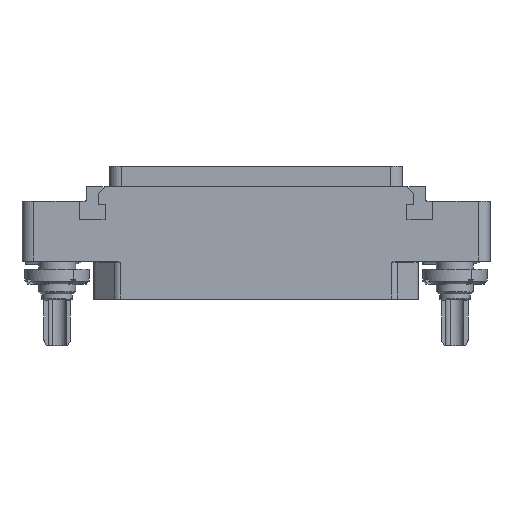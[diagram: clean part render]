
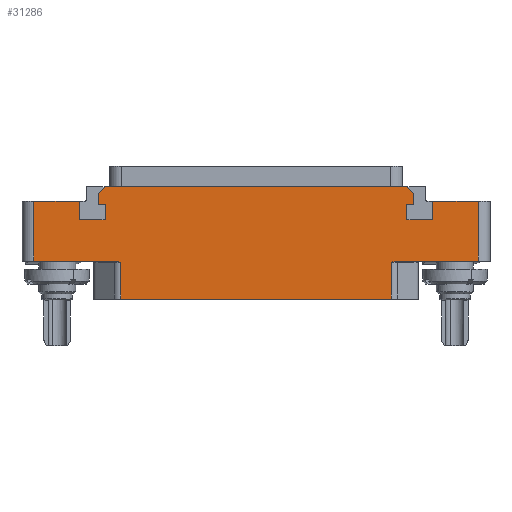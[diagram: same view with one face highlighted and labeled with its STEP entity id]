
A CAD part, top view. The second image highlights one B-rep face of the part: STEP entity #31286.
In plain terms, the highlighted planar face has unit normal (0, 0, 1).
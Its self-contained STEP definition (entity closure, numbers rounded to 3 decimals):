
#1=DIRECTION('',(1.,0.,0.));
#2=VECTOR('',#1,7.8);
#3=CARTESIAN_POINT('',(-38.,10.25,7.));
#4=LINE('',#3,#2);
#5=DIRECTION('',(0.,-1.,0.));
#6=VECTOR('',#5,3.2);
#7=CARTESIAN_POINT('',(-30.2,10.25,7.));
#8=LINE('',#7,#6);
#9=DIRECTION('',(1.,0.,0.));
#10=VECTOR('',#9,4.4);
#11=CARTESIAN_POINT('',(-30.2,7.05,7.));
#12=LINE('',#11,#10);
#13=DIRECTION('',(0.,1.,0.));
#14=VECTOR('',#13,2.6);
#15=CARTESIAN_POINT('',(-25.8,7.05,7.));
#16=LINE('',#15,#14);
#17=DIRECTION('',(-1.,0.,0.));
#18=VECTOR('',#17,1.2);
#19=CARTESIAN_POINT('',(-25.8,9.65,7.));
#20=LINE('',#19,#18);
#21=DIRECTION('',(0.,-1.,0.));
#22=VECTOR('',#21,1.9);
#23=CARTESIAN_POINT('',(-27.,11.55,7.));
#24=LINE('',#23,#22);
#25=DIRECTION('',(1.,0.,0.));
#26=VECTOR('',#25,51.6);
#27=CARTESIAN_POINT('',(-25.8,12.75,7.));
#28=LINE('',#27,#26);
#29=DIRECTION('',(0.,-1.,0.));
#30=VECTOR('',#29,1.9);
#31=CARTESIAN_POINT('',(27.,11.55,7.));
#32=LINE('',#31,#30);
#33=DIRECTION('',(-1.,0.,0.));
#34=VECTOR('',#33,1.2);
#35=CARTESIAN_POINT('',(27.,9.65,7.));
#36=LINE('',#35,#34);
#37=DIRECTION('',(0.,-1.,0.));
#38=VECTOR('',#37,2.6);
#39=CARTESIAN_POINT('',(25.8,9.65,7.));
#40=LINE('',#39,#38);
#41=DIRECTION('',(1.,0.,0.));
#42=VECTOR('',#41,4.4);
#43=CARTESIAN_POINT('',(25.8,7.05,7.));
#44=LINE('',#43,#42);
#45=DIRECTION('',(0.,1.,0.));
#46=VECTOR('',#45,3.2);
#47=CARTESIAN_POINT('',(30.2,7.05,7.));
#48=LINE('',#47,#46);
#49=DIRECTION('',(1.,0.,0.));
#50=VECTOR('',#49,7.8);
#51=CARTESIAN_POINT('',(30.2,10.25,7.));
#52=LINE('',#51,#50);
#109=DIRECTION('',(1.,0.,0.));
#110=VECTOR('',#109,14.082);
#111=CARTESIAN_POINT('',(23.918,0.,7.));
#112=LINE('',#111,#110);
#3674=DIRECTION('',(-1.,0.,0.));
#3675=VECTOR('',#3674,46.236);
#3676=CARTESIAN_POINT('',(23.118,-6.5,7.));
#3677=LINE('',#3676,#3675);
#3765=DIRECTION('',(1.,0.,0.));
#3766=VECTOR('',#3765,14.082);
#3767=CARTESIAN_POINT('',(-38.,0.,7.));
#3768=LINE('',#3767,#3766);
#7210=DIRECTION('',(0.,-1.,0.));
#7211=VECTOR('',#7210,10.25);
#7212=CARTESIAN_POINT('',(-38.,10.25,7.));
#7213=LINE('',#7212,#7211);
#7422=DIRECTION('',(0.707,-0.707,0.));
#7423=VECTOR('',#7422,1.697);
#7424=CARTESIAN_POINT('',(25.8,12.75,7.));
#7425=LINE('',#7424,#7423);
#7450=DIRECTION('',(-0.707,-0.707,0.));
#7451=VECTOR('',#7450,1.697);
#7452=CARTESIAN_POINT('',(-25.8,12.75,7.));
#7453=LINE('',#7452,#7451);
#25419=CARTESIAN_POINT('',(-23.918,0.,7.));
#25420=CARTESIAN_POINT('',(-23.907,0.,7.));
#25421=CARTESIAN_POINT('',(-23.884,0.,7.));
#25422=CARTESIAN_POINT('',(-23.85,-0.002,7.));
#25423=CARTESIAN_POINT('',(-23.814,-0.005,7.));
#25424=CARTESIAN_POINT('',(-23.776,-0.01,7.));
#25425=CARTESIAN_POINT('',(-23.734,-0.016,7.));
#25426=CARTESIAN_POINT('',(-23.688,-0.024,7.));
#25427=CARTESIAN_POINT('',(-23.636,-0.035,7.));
#25428=CARTESIAN_POINT('',(-23.577,-0.049,7.));
#25429=CARTESIAN_POINT('',(-23.515,-0.066,7.));
#25430=CARTESIAN_POINT('',(-23.451,-0.085,7.));
#25431=CARTESIAN_POINT('',(-23.385,-0.106,7.));
#25432=CARTESIAN_POINT('',(-23.318,-0.128,7.));
#25433=CARTESIAN_POINT('',(-23.251,-0.152,7.));
#25434=CARTESIAN_POINT('',(-23.184,-0.176,7.));
#25435=CARTESIAN_POINT('',(-23.14,-0.192,7.));
#25436=CARTESIAN_POINT('',(-23.118,-0.2,7.));
#25438=DIRECTION('',(0.,1.,0.));
#25439=VECTOR('',#25438,6.3);
#25440=CARTESIAN_POINT('',(-23.118,-6.5,7.));
#25441=LINE('',#25440,#25439);
#25514=DIRECTION('',(0.,1.,0.));
#25515=VECTOR('',#25514,6.3);
#25516=CARTESIAN_POINT('',(23.118,-6.5,7.));
#25517=LINE('',#25516,#25515);
#25523=CARTESIAN_POINT('',(23.118,-0.2,7.));
#25524=CARTESIAN_POINT('',(23.14,-0.192,7.));
#25525=CARTESIAN_POINT('',(23.184,-0.176,7.));
#25526=CARTESIAN_POINT('',(23.251,-0.152,7.));
#25527=CARTESIAN_POINT('',(23.318,-0.128,7.));
#25528=CARTESIAN_POINT('',(23.385,-0.106,7.));
#25529=CARTESIAN_POINT('',(23.451,-0.085,7.));
#25530=CARTESIAN_POINT('',(23.515,-0.066,7.));
#25531=CARTESIAN_POINT('',(23.577,-0.049,7.));
#25532=CARTESIAN_POINT('',(23.636,-0.035,7.));
#25533=CARTESIAN_POINT('',(23.688,-0.024,7.));
#25534=CARTESIAN_POINT('',(23.734,-0.016,7.));
#25535=CARTESIAN_POINT('',(23.776,-0.01,7.));
#25536=CARTESIAN_POINT('',(23.814,-0.005,7.));
#25537=CARTESIAN_POINT('',(23.85,-0.002,7.));
#25538=CARTESIAN_POINT('',(23.884,0.,7.));
#25539=CARTESIAN_POINT('',(23.907,0.,7.));
#25540=CARTESIAN_POINT('',(23.918,0.,7.));
#25588=DIRECTION('',(0.,1.,0.));
#25589=VECTOR('',#25588,10.25);
#25590=CARTESIAN_POINT('',(38.,0.,7.));
#25591=LINE('',#25590,#25589);
#26349=CARTESIAN_POINT('',(-30.2,10.25,7.));
#26350=CARTESIAN_POINT('',(-30.2,7.05,7.));
#26351=VERTEX_POINT('',#26349);
#26352=VERTEX_POINT('',#26350);
#26353=CARTESIAN_POINT('',(-25.8,7.05,7.));
#26354=VERTEX_POINT('',#26353);
#26355=CARTESIAN_POINT('',(-25.8,9.65,7.));
#26356=VERTEX_POINT('',#26355);
#26357=CARTESIAN_POINT('',(-27.,9.65,7.));
#26358=VERTEX_POINT('',#26357);
#26359=CARTESIAN_POINT('',(27.,9.65,7.));
#26360=CARTESIAN_POINT('',(25.8,9.65,7.));
#26361=VERTEX_POINT('',#26359);
#26362=VERTEX_POINT('',#26360);
#26363=CARTESIAN_POINT('',(25.8,7.05,7.));
#26364=VERTEX_POINT('',#26363);
#26365=CARTESIAN_POINT('',(30.2,7.05,7.));
#26366=VERTEX_POINT('',#26365);
#26367=CARTESIAN_POINT('',(30.2,10.25,7.));
#26368=VERTEX_POINT('',#26367);
#26373=CARTESIAN_POINT('',(-25.8,12.75,7.));
#26375=VERTEX_POINT('',#26373);
#26377=CARTESIAN_POINT('',(-27.,11.55,7.));
#26379=VERTEX_POINT('',#26377);
#26381=CARTESIAN_POINT('',(25.8,12.75,7.));
#26383=VERTEX_POINT('',#26381);
#26385=CARTESIAN_POINT('',(27.,11.55,7.));
#26387=VERTEX_POINT('',#26385);
#26477=CARTESIAN_POINT('',(38.,0.,7.));
#26478=CARTESIAN_POINT('',(38.,10.25,7.));
#26479=VERTEX_POINT('',#26477);
#26480=VERTEX_POINT('',#26478);
#26485=CARTESIAN_POINT('',(-38.,10.25,7.));
#26486=CARTESIAN_POINT('',(-38.,0.,7.));
#26487=VERTEX_POINT('',#26485);
#26488=VERTEX_POINT('',#26486);
#26722=CARTESIAN_POINT('',(23.118,-6.5,7.));
#26724=VERTEX_POINT('',#26722);
#26725=CARTESIAN_POINT('',(-23.118,-6.5,7.));
#26727=VERTEX_POINT('',#26725);
#26789=CARTESIAN_POINT('',(-23.118,-0.2,7.));
#26790=VERTEX_POINT('',#26789);
#26791=CARTESIAN_POINT('',(-23.918,0.,7.));
#26792=VERTEX_POINT('',#26791);
#26793=CARTESIAN_POINT('',(23.118,-0.2,7.));
#26795=VERTEX_POINT('',#26793);
#26797=CARTESIAN_POINT('',(23.918,0.,7.));
#26799=VERTEX_POINT('',#26797);
#31231=CARTESIAN_POINT('',(0.,0.,7.));
#31232=DIRECTION('',(0.,0.,-1.));
#31233=DIRECTION('',(-1.,0.,0.));
#31234=AXIS2_PLACEMENT_3D('',#31231,#31232,#31233);
#31235=PLANE('',#31234);
#31237=ORIENTED_EDGE('',*,*,#31236,.F.);
#31239=ORIENTED_EDGE('',*,*,#31238,.F.);
#31241=ORIENTED_EDGE('',*,*,#31240,.F.);
#31243=ORIENTED_EDGE('',*,*,#31242,.T.);
#31245=ORIENTED_EDGE('',*,*,#31244,.T.);
#31247=ORIENTED_EDGE('',*,*,#31246,.F.);
#31249=ORIENTED_EDGE('',*,*,#31248,.F.);
#31251=ORIENTED_EDGE('',*,*,#31250,.F.);
#31253=ORIENTED_EDGE('',*,*,#31252,.T.);
#31255=ORIENTED_EDGE('',*,*,#31254,.T.);
#31257=ORIENTED_EDGE('',*,*,#31256,.T.);
#31259=ORIENTED_EDGE('',*,*,#31258,.T.);
#31261=ORIENTED_EDGE('',*,*,#31260,.T.);
#31263=ORIENTED_EDGE('',*,*,#31262,.F.);
#31265=ORIENTED_EDGE('',*,*,#31264,.F.);
#31267=ORIENTED_EDGE('',*,*,#31266,.T.);
#31269=ORIENTED_EDGE('',*,*,#31268,.T.);
#31271=ORIENTED_EDGE('',*,*,#31270,.T.);
#31273=ORIENTED_EDGE('',*,*,#31272,.T.);
#31275=ORIENTED_EDGE('',*,*,#31274,.T.);
#31277=ORIENTED_EDGE('',*,*,#31276,.T.);
#31279=ORIENTED_EDGE('',*,*,#31278,.T.);
#31281=ORIENTED_EDGE('',*,*,#31280,.T.);
#31283=ORIENTED_EDGE('',*,*,#31282,.F.);
#31284=EDGE_LOOP('',(#31237,#31239,#31241,#31243,#31245,#31247,#31249,#31251,
#31253,#31255,#31257,#31259,#31261,#31263,#31265,#31267,#31269,#31271,#31273,
#31275,#31277,#31279,#31281,#31283));
#31285=FACE_OUTER_BOUND('',#31284,.F.);
#31286=ADVANCED_FACE('',(#31285),#31235,.F.);
#25437=B_SPLINE_CURVE_WITH_KNOTS('',3,(#25419,#25420,#25421,#25422,#25423,
#25424,#25425,#25426,#25427,#25428,#25429,#25430,#25431,#25432,#25433,#25434,
#25435,#25436),.UNSPECIFIED.,.F.,.F.,(4,1,1,1,1,1,1,1,1,1,1,1,1,1,1,4),(0.,
0.067,0.133,0.2,0.267,0.333,
0.4,0.467,0.533,0.6,0.667,
0.733,0.8,0.867,0.933,1.),
.UNSPECIFIED.);
#25541=B_SPLINE_CURVE_WITH_KNOTS('',3,(#25523,#25524,#25525,#25526,#25527,
#25528,#25529,#25530,#25531,#25532,#25533,#25534,#25535,#25536,#25537,#25538,
#25539,#25540),.UNSPECIFIED.,.F.,.F.,(4,1,1,1,1,1,1,1,1,1,1,1,1,1,1,4),(0.,
0.067,0.133,0.2,0.267,0.333,
0.4,0.467,0.533,0.6,0.667,
0.733,0.8,0.867,0.933,1.),
.UNSPECIFIED.);
#31236=EDGE_CURVE('',#26799,#26479,#112,.T.);
#31238=EDGE_CURVE('',#26795,#26799,#25541,.T.);
#31240=EDGE_CURVE('',#26724,#26795,#25517,.T.);
#31242=EDGE_CURVE('',#26724,#26727,#3677,.T.);
#31244=EDGE_CURVE('',#26727,#26790,#25441,.T.);
#31246=EDGE_CURVE('',#26792,#26790,#25437,.T.);
#31248=EDGE_CURVE('',#26488,#26792,#3768,.T.);
#31250=EDGE_CURVE('',#26487,#26488,#7213,.T.);
#31252=EDGE_CURVE('',#26487,#26351,#4,.T.);
#31254=EDGE_CURVE('',#26351,#26352,#8,.T.);
#31256=EDGE_CURVE('',#26352,#26354,#12,.T.);
#31258=EDGE_CURVE('',#26354,#26356,#16,.T.);
#31260=EDGE_CURVE('',#26356,#26358,#20,.T.);
#31262=EDGE_CURVE('',#26379,#26358,#24,.T.);
#31264=EDGE_CURVE('',#26375,#26379,#7453,.T.);
#31266=EDGE_CURVE('',#26375,#26383,#28,.T.);
#31268=EDGE_CURVE('',#26383,#26387,#7425,.T.);
#31270=EDGE_CURVE('',#26387,#26361,#32,.T.);
#31272=EDGE_CURVE('',#26361,#26362,#36,.T.);
#31274=EDGE_CURVE('',#26362,#26364,#40,.T.);
#31276=EDGE_CURVE('',#26364,#26366,#44,.T.);
#31278=EDGE_CURVE('',#26366,#26368,#48,.T.);
#31280=EDGE_CURVE('',#26368,#26480,#52,.T.);
#31282=EDGE_CURVE('',#26479,#26480,#25591,.T.);
